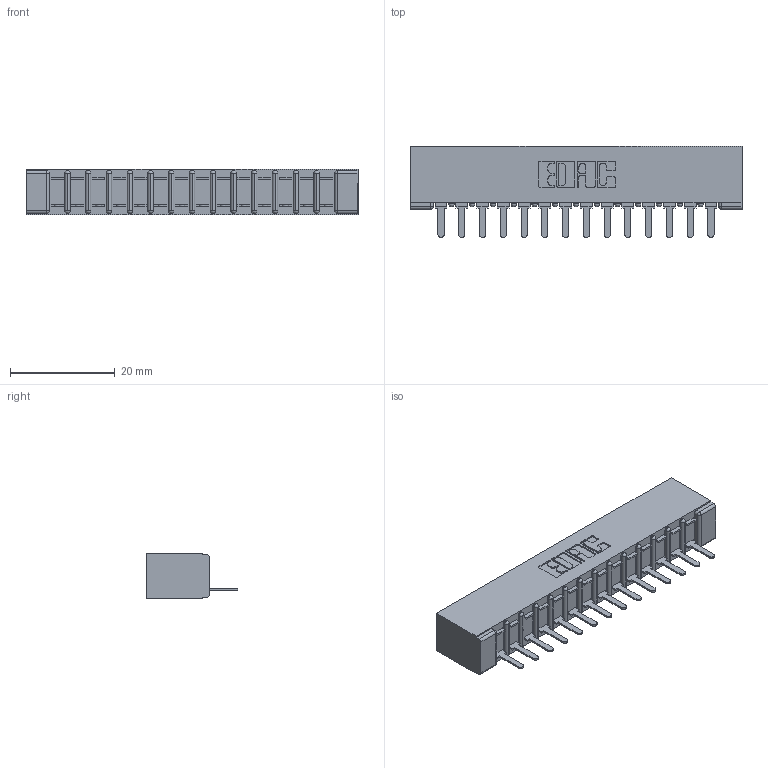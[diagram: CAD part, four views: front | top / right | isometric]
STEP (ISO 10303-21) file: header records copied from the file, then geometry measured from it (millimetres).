
FILE_DESCRIPTION (( 'STEP AP203' ), '1' );
FILE_NAME ('357-014-521-101.STEP', '2019-09-16T19:50:55', ( '' ), ( '' ), 'SwSTEP 2.0', 'SolidWorks 2016', '' );
FILE_SCHEMA (( 'CONFIG_CONTROL_DESIGN' ));
Length unit declared in the file: inch
Products named in the file (3): 307 Part_No Mounting Lugs; 307-290-002_521; 357-014-521-101
Assembly tree (15 placements, depth 2):
  357-014-521-101
    307 Part_No Mounting Lugs
    307-290-002_521  x14
Bounding box: 63.35 x 17.42 x 8.71 mm (x, y, z)
Volume: 4421 mm3; surface area: 8111.9 mm2
Topology: 15 solids, 15 shells, 1161 faces, 3547 edges, 2322 vertices
Faces by surface type: plane 696, cylinder 435, sphere 30
Entity records: 15894 total; most frequent: CARTESIAN_POINT 2676, ORIENTED_EDGE 2666, DIRECTION 2611, EDGE_CURVE 1333, LINE 1009, VECTOR 1009, VERTEX_POINT 866, AXIS2_PLACEMENT_3D 801
